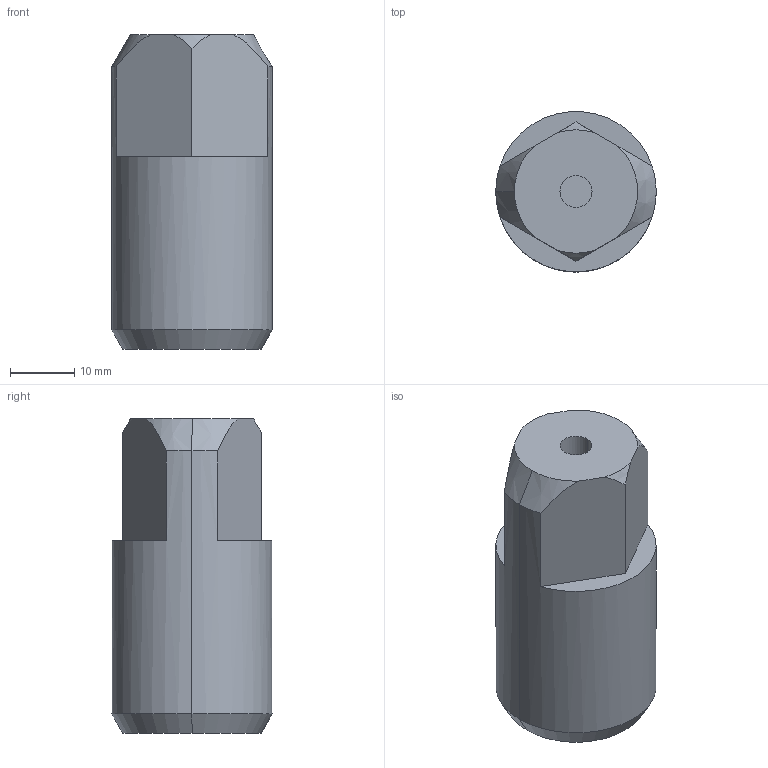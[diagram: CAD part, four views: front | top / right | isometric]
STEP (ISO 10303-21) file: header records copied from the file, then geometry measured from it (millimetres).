
FILE_DESCRIPTION (( 'STEP AP203' ), '1' );
FILE_NAME ('bj722-25001.STEP', '2021-10-25T00:00:10', ( '' ), ( '' ), 'SwSTEP 2.0', 'SolidWorks 2020', '' );
FILE_SCHEMA (( 'CONFIG_CONTROL_DESIGN' ));
Length unit declared in the file: millimetre
Products named in the file (1): bj722-25001
Bounding box: 25 x 25 x 49 mm (x, y, z)
Volume: 20985.6 mm3; surface area: 4684.8 mm2
Topology: 1 solids, 1 shells, 23 faces, 54 edges, 35 vertices
Faces by surface type: plane 10, cone 7, cylinder 6
Entity records: 784 total; most frequent: CARTESIAN_POINT 169, DIRECTION 117, ORIENTED_EDGE 108, EDGE_CURVE 54, AXIS2_PLACEMENT_3D 47, VERTEX_POINT 35, EDGE_LOOP 25, VECTOR 23
